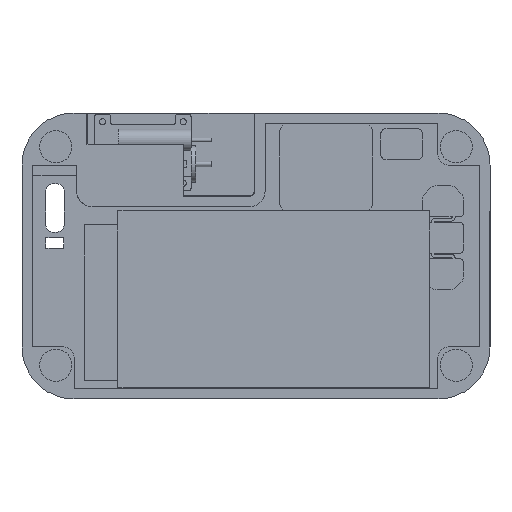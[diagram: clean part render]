
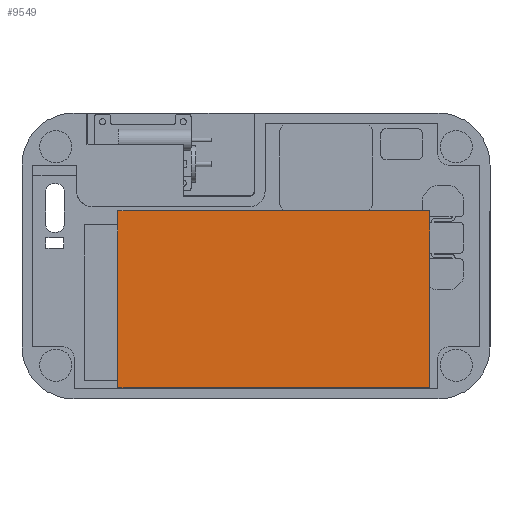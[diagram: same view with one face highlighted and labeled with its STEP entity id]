
A CAD part, front view. The second image highlights one B-rep face of the part: STEP entity #9549.
In plain terms, the highlighted planar face has unit normal (0, -1, 0).
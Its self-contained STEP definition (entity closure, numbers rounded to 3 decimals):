
#38 = ORIENTED_EDGE ( 'NONE', *, *, #16033, .F. ) ;
#418 = EDGE_CURVE ( 'NONE', #10151, #850, #20211, .T. ) ;
#850 = VERTEX_POINT ( 'NONE', #7089 ) ;
#1007 = ORIENTED_EDGE ( 'NONE', *, *, #418, .F. ) ;
#3281 = LINE ( 'NONE', #10364, #10063 ) ;
#5692 = DIRECTION ( 'NONE',  ( 0., 0., 1. ) ) ;
#6148 = CARTESIAN_POINT ( 'NONE',  ( -30., 0., 17. ) ) ;
#6217 = CARTESIAN_POINT ( 'NONE',  ( 0., 0., 0. ) ) ;
#6658 = DIRECTION ( 'NONE',  ( 0., 1., 0. ) ) ;
#6668 = CARTESIAN_POINT ( 'NONE',  ( -30., 0., -17. ) ) ;
#6951 = ORIENTED_EDGE ( 'NONE', *, *, #15834, .F. ) ;
#6972 = VERTEX_POINT ( 'NONE', #6148 ) ;
#7089 = CARTESIAN_POINT ( 'NONE',  ( -30., 0., -17. ) ) ;
#7486 = LINE ( 'NONE', #18009, #9000 ) ;
#8439 = FACE_OUTER_BOUND ( 'NONE', #19878, .T. ) ;
#8856 = EDGE_CURVE ( 'NONE', #6972, #18998, #3281, .T. ) ;
#9000 = VECTOR ( 'NONE', #5692, 1000. ) ;
#9549 = ADVANCED_FACE ( 'NONE', ( #8439 ), #21646, .F. ) ;
#10063 = VECTOR ( 'NONE', #10474, 1000. ) ;
#10151 = VERTEX_POINT ( 'NONE', #12619 ) ;
#10364 = CARTESIAN_POINT ( 'NONE',  ( -30., 0., 17. ) ) ;
#10474 = DIRECTION ( 'NONE',  ( 1., 0., 0. ) ) ;
#11728 = CARTESIAN_POINT ( 'NONE',  ( 30., 0., -17. ) ) ;
#12619 = CARTESIAN_POINT ( 'NONE',  ( 30., 0., -17. ) ) ;
#14422 = VECTOR ( 'NONE', #16960, 1000. ) ;
#14617 = ORIENTED_EDGE ( 'NONE', *, *, #8856, .F. ) ;
#15834 = EDGE_CURVE ( 'NONE', #850, #6972, #7486, .T. ) ;
#16033 = EDGE_CURVE ( 'NONE', #18998, #10151, #21898, .T. ) ;
#16158 = AXIS2_PLACEMENT_3D ( 'NONE', #6217, #6658, #18194 ) ;
#16960 = DIRECTION ( 'NONE',  ( -1., 0., 0. ) ) ;
#18009 = CARTESIAN_POINT ( 'NONE',  ( -30., 0., -17. ) ) ;
#18194 = DIRECTION ( 'NONE',  ( 0., 0., 1. ) ) ;
#18998 = VERTEX_POINT ( 'NONE', #22119 ) ;
#19878 = EDGE_LOOP ( 'NONE', ( #6951, #1007, #38, #14617 ) ) ;
#20012 = DIRECTION ( 'NONE',  ( 0., 0., -1. ) ) ;
#20211 = LINE ( 'NONE', #6668, #14422 ) ;
#21522 = VECTOR ( 'NONE', #20012, 1000. ) ;
#21646 = PLANE ( 'NONE',  #16158 ) ;
#21898 = LINE ( 'NONE', #11728, #21522 ) ;
#22119 = CARTESIAN_POINT ( 'NONE',  ( 30., 0., 17. ) ) ;
